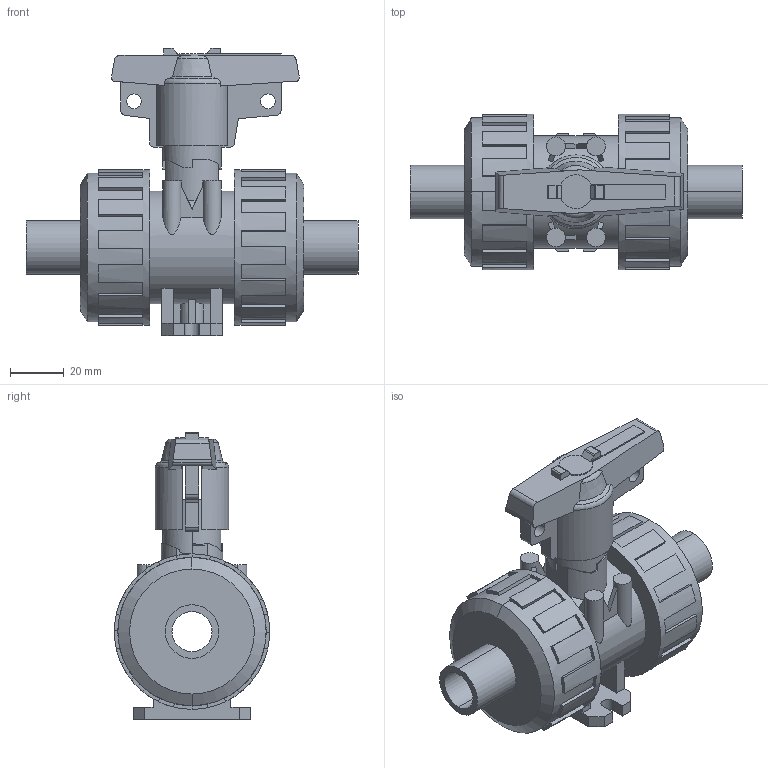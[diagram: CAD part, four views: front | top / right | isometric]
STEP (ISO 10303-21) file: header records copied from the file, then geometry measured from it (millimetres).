
FILE_DESCRIPTION(('STEP AP214'),'1');
FILE_NAME('cctmp_EE92B542-73E8-4C00-96EE-F2DD70CB26BF_2018_11_21_8_36_48_707..stp','2018-11-21T07:36:49',('Praher Valves GmbH'),('CADClick - www.CADClick.com'),'Spatial InterOp 3D',' ','unknown authorization');
FILE_SCHEMA(('AUTOMOTIVE_DESIGN'));
Length unit declared in the file: millimetre
Products named in the file (1): 124099
Bounding box: 124 x 58 x 107.5 mm (x, y, z)
Volume: 203183.6 mm3; surface area: 57762.2 mm2
Topology: 1 solids, 3 shells, 356 faces, 1020 edges, 676 vertices
Faces by surface type: plane 262, cylinder 70, cone 16, torus 8
Entity records: 15179 total; most frequent: CARTESIAN_POINT 2786, ORIENTED_EDGE 2040, DIRECTION 2004, EDGE_CURVE 1020, AXIS2_PLACEMENT_3D 691, VERTEX_POINT 676, LINE 622, VECTOR 622
